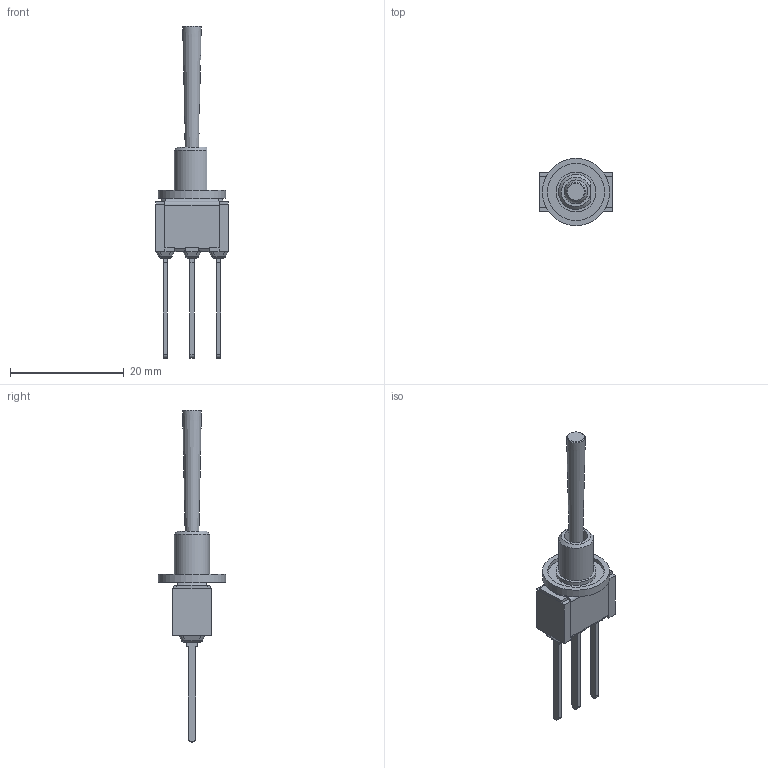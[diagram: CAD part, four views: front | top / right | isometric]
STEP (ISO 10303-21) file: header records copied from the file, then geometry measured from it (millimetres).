
FILE_DESCRIPTION(/* description */ (''),/* implementation_level */ '2;1');
FILE_NAME(/* name */ '100SPxT5B9M51xE.stp',/* time_stamp */ '2026-01-15T17:02:10-06:00',/* author */ ('jmeyers'),/* organization */ (''),/* preprocessor_version */ 'ST-DEVELOPER v18.1',/* originating_system */ 'Autodesk Inventor 2022',/* authorisation */ '');
FILE_SCHEMA (('AUTOMOTIVE_DESIGN { 1 0 10303 214 3 1 1 }'));
Length unit declared in the file: inch
Products named in the file (1): Part68
Bounding box: 12.7 x 11.81 x 58.39 mm (x, y, z)
Volume: 1303.9 mm3; surface area: 1511.2 mm2
Topology: 1 solids, 1 shells, 200 faces, 497 edges, 299 vertices
Faces by surface type: plane 138, cylinder 44, sphere 13, cone 3, torus 2
Full cylindrical faces by diameter (mm): 4.2 x1, 7.01 x1, 10.01 x1, 11.81 x1
Entity records: 5892 total; most frequent: CARTESIAN_POINT 1135, DIRECTION 975, ORIENTED_EDGE 968, EDGE_CURVE 484, LINE 375, VECTOR 375, AXIS2_PLACEMENT_3D 300, VERTEX_POINT 299
